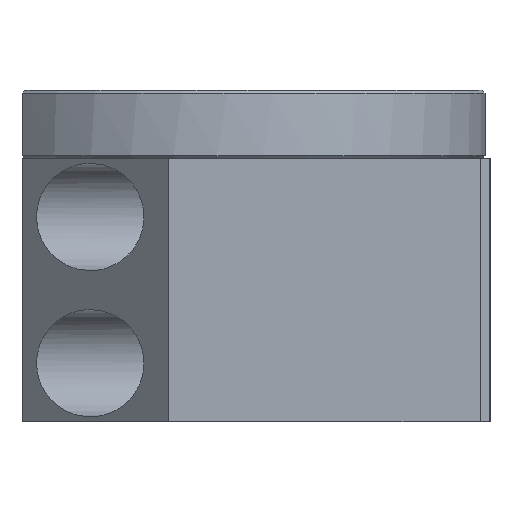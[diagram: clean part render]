
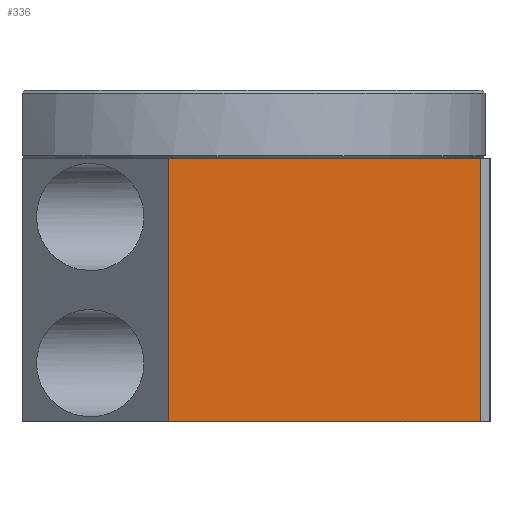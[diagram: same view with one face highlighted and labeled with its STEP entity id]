
A CAD part, left-side view. The second image highlights one B-rep face of the part: STEP entity #336.
In plain terms, the highlighted planar face has unit normal (-1, 0, 0).
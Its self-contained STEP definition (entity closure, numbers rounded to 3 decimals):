
#336 = ADVANCED_FACE ( 'NONE', ( #3935 ), #2336, .F. ) ;
#343 = CARTESIAN_POINT ( 'NONE',  ( -35., 1., 27. ) ) ;
#494 = ORIENTED_EDGE ( 'NONE', *, *, #846, .F. ) ;
#733 = ORIENTED_EDGE ( 'NONE', *, *, #1929, .F. ) ;
#846 = EDGE_CURVE ( 'NONE', #4380, #7715, #4889, .T. ) ;
#1155 = CARTESIAN_POINT ( 'NONE',  ( -35., 33., 27. ) ) ;
#1209 = ORIENTED_EDGE ( 'NONE', *, *, #5745, .T. ) ;
#1929 = EDGE_CURVE ( 'NONE', #7715, #9458, #7580, .T. ) ;
#2237 = ORIENTED_EDGE ( 'NONE', *, *, #8039, .T. ) ;
#2336 = PLANE ( 'NONE',  #9015 ) ;
#2374 = CARTESIAN_POINT ( 'NONE',  ( -35., 1., 27. ) ) ;
#2946 = VERTEX_POINT ( 'NONE', #6304 ) ;
#3115 = VECTOR ( 'NONE', #7526, 1000. ) ;
#3508 = DIRECTION ( 'NONE',  ( 0., -1., 0. ) ) ;
#3915 = VECTOR ( 'NONE', #4914, 1000. ) ;
#3935 = FACE_OUTER_BOUND ( 'NONE', #6272, .T. ) ;
#4282 = VECTOR ( 'NONE', #5646, 1000. ) ;
#4380 = VERTEX_POINT ( 'NONE', #1155 ) ;
#4517 = CARTESIAN_POINT ( 'NONE',  ( -35., 1., 0. ) ) ;
#4889 = LINE ( 'NONE', #4949, #3915 ) ;
#4914 = DIRECTION ( 'NONE',  ( 0., -1., 0. ) ) ;
#4949 = CARTESIAN_POINT ( 'NONE',  ( -35., 1., 27. ) ) ;
#5268 = CARTESIAN_POINT ( 'NONE',  ( -35., 1., 0. ) ) ;
#5537 = LINE ( 'NONE', #4517, #6011 ) ;
#5646 = DIRECTION ( 'NONE',  ( 0., 0., -1. ) ) ;
#5745 = EDGE_CURVE ( 'NONE', #2946, #9458, #5537, .T. ) ;
#6011 = VECTOR ( 'NONE', #3508, 1000. ) ;
#6078 = DIRECTION ( 'NONE',  ( 0., 0., -1. ) ) ;
#6272 = EDGE_LOOP ( 'NONE', ( #1209, #733, #494, #2237 ) ) ;
#6304 = CARTESIAN_POINT ( 'NONE',  ( -35., 33., 0. ) ) ;
#6615 = CARTESIAN_POINT ( 'NONE',  ( -35., 33., 27. ) ) ;
#7526 = DIRECTION ( 'NONE',  ( 0., 0., -1. ) ) ;
#7533 = CARTESIAN_POINT ( 'NONE',  ( -35., 1., 27. ) ) ;
#7580 = LINE ( 'NONE', #7533, #3115 ) ;
#7715 = VERTEX_POINT ( 'NONE', #343 ) ;
#8039 = EDGE_CURVE ( 'NONE', #4380, #2946, #8567, .T. ) ;
#8445 = DIRECTION ( 'NONE',  ( 1., 0., 0. ) ) ;
#8567 = LINE ( 'NONE', #6615, #4282 ) ;
#9015 = AXIS2_PLACEMENT_3D ( 'NONE', #2374, #8445, #6078 ) ;
#9458 = VERTEX_POINT ( 'NONE', #5268 ) ;
